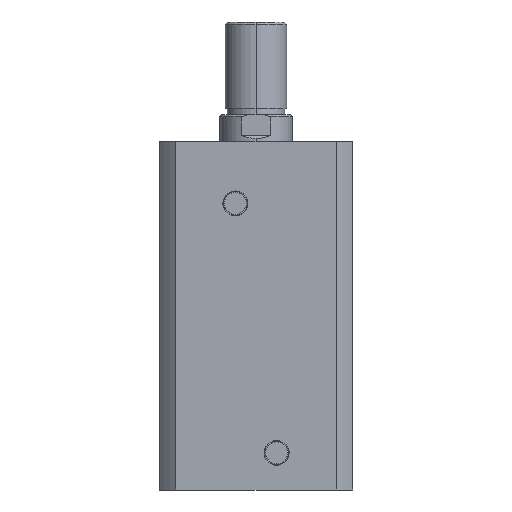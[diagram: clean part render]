
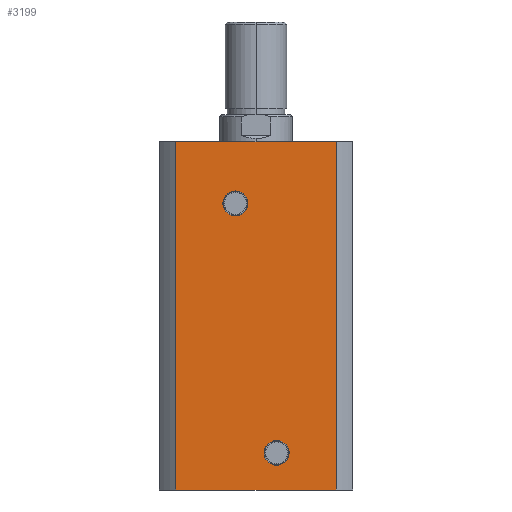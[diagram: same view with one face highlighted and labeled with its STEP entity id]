
A CAD part, left-side view. The second image highlights one B-rep face of the part: STEP entity #3199.
In plain terms, the highlighted planar face has unit normal (-1, 0, 0).
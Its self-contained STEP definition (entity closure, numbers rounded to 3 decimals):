
#17 = DIRECTION ( 'NONE',  ( 0., 0., -1. ) ) ;
#23 = CARTESIAN_POINT ( 'NONE',  ( -47., 38.884, 169. ) ) ;
#40 = CARTESIAN_POINT ( 'NONE',  ( -47., 10., 139. ) ) ;
#41 = DIRECTION ( 'NONE',  ( -1., 0., 0. ) ) ;
#42 = DIRECTION ( 'NONE',  ( 0., 0., 1. ) ) ;
#43 = DIRECTION ( 'NONE',  ( 0., -1., 0. ) ) ;
#45 = CARTESIAN_POINT ( 'NONE',  ( -47., 0., 0. ) ) ;
#48 = CARTESIAN_POINT ( 'NONE',  ( -47., 0., 169. ) ) ;
#49 = CARTESIAN_POINT ( 'NONE',  ( -47., -10., 18. ) ) ;
#50 = DIRECTION ( 'NONE',  ( -1., 0., 0. ) ) ;
#51 = DIRECTION ( 'NONE',  ( 0., 0., 1. ) ) ;
#52 = CARTESIAN_POINT ( 'NONE',  ( -47., -38.884, 169. ) ) ;
#54 = DIRECTION ( 'NONE',  ( 0., 0., -1. ) ) ;
#55 = DIRECTION ( 'NONE',  ( 0., -1., 0. ) ) ;
#262 = LINE ( 'NONE', #23, #264 ) ;
#264 = VECTOR ( 'NONE', #17, 1000. ) ;
#267 = CIRCLE ( 'NONE', #2268, 6.06 ) ;
#273 = CIRCLE ( 'NONE', #2267, 6.06 ) ;
#284 = CARTESIAN_POINT ( 'NONE',  ( -47., -10., 18. ) ) ;
#285 = DIRECTION ( 'NONE',  ( -1., 0., 0. ) ) ;
#286 = DIRECTION ( 'NONE',  ( 0., 0., 1. ) ) ;
#384 = ORIENTED_EDGE ( 'NONE', *, *, #3436, .F. ) ;
#386 = ORIENTED_EDGE ( 'NONE', *, *, #3540, .T. ) ;
#387 = ORIENTED_EDGE ( 'NONE', *, *, #3550, .F. ) ;
#388 = ORIENTED_EDGE ( 'NONE', *, *, #3549, .F. ) ;
#411 = ORIENTED_EDGE ( 'NONE', *, *, #3547, .F. ) ;
#464 = FACE_OUTER_BOUND ( 'NONE', #3815, .T. ) ;
#465 = FACE_BOUND ( 'NONE', #3827, .T. ) ;
#468 = FACE_BOUND ( 'NONE', #3814, .T. ) ;
#832 = CARTESIAN_POINT ( 'NONE',  ( -47., 10., 139. ) ) ;
#833 = DIRECTION ( 'NONE',  ( -1., 0., 0. ) ) ;
#834 = DIRECTION ( 'NONE',  ( 0., 0., 1. ) ) ;
#964 = LINE ( 'NONE', #45, #965 ) ;
#965 = VECTOR ( 'NONE', #43, 1000. ) ;
#967 = LINE ( 'NONE', #52, #968 ) ;
#968 = VECTOR ( 'NONE', #54, 1000. ) ;
#970 = LINE ( 'NONE', #48, #971 ) ;
#971 = VECTOR ( 'NONE', #55, 1000. ) ;
#1222 = CARTESIAN_POINT ( 'NONE',  ( -47., 38.884, 0. ) ) ;
#1224 = CARTESIAN_POINT ( 'NONE',  ( -47., -38.884, 0. ) ) ;
#1226 = CARTESIAN_POINT ( 'NONE',  ( -47., -38.884, 169. ) ) ;
#1229 = CARTESIAN_POINT ( 'NONE',  ( -47., 38.884, 169. ) ) ;
#1289 = VERTEX_POINT ( 'NONE', #3009 ) ;
#1294 = VERTEX_POINT ( 'NONE', #3019 ) ;
#1302 = VERTEX_POINT ( 'NONE', #3035 ) ;
#1317 = VERTEX_POINT ( 'NONE', #3065 ) ;
#1548 = CIRCLE ( 'NONE', #2306, 6.06 ) ;
#1552 = CIRCLE ( 'NONE', #2302, 6.06 ) ;
#1803 = DIRECTION ( 'NONE',  ( 1., 0., 0. ) ) ;
#1806 = CARTESIAN_POINT ( 'NONE',  ( -47., 0., 169. ) ) ;
#1808 = PLANE ( 'NONE',  #2420 ) ;
#1810 = DIRECTION ( 'NONE',  ( 0., 1., 0. ) ) ;
#1948 = ORIENTED_EDGE ( 'NONE', *, *, #3543, .F. ) ;
#1949 = ORIENTED_EDGE ( 'NONE', *, *, #3429, .F. ) ;
#2215 = VERTEX_POINT ( 'NONE', #1222 ) ;
#2217 = VERTEX_POINT ( 'NONE', #1224 ) ;
#2219 = VERTEX_POINT ( 'NONE', #1226 ) ;
#2222 = VERTEX_POINT ( 'NONE', #1229 ) ;
#2267 = AXIS2_PLACEMENT_3D ( 'NONE', #49, #50, #51 ) ;
#2268 = AXIS2_PLACEMENT_3D ( 'NONE', #40, #41, #42 ) ;
#2302 = AXIS2_PLACEMENT_3D ( 'NONE', #284, #285, #286 ) ;
#2306 = AXIS2_PLACEMENT_3D ( 'NONE', #832, #833, #834 ) ;
#2420 = AXIS2_PLACEMENT_3D ( 'NONE', #1806, #1803, #1810 ) ;
#3009 = CARTESIAN_POINT ( 'NONE',  ( -47., 10., 132.94 ) ) ;
#3019 = CARTESIAN_POINT ( 'NONE',  ( -47., -10., 24.06 ) ) ;
#3035 = CARTESIAN_POINT ( 'NONE',  ( -47., -10., 11.94 ) ) ;
#3065 = CARTESIAN_POINT ( 'NONE',  ( -47., 10., 145.06 ) ) ;
#3199 = ADVANCED_FACE ( 'NONE', ( #465, #468, #464 ), #1808, .F. ) ;
#3429 = EDGE_CURVE ( 'NONE', #1289, #1317, #1548, .T. ) ;
#3436 = EDGE_CURVE ( 'NONE', #1302, #1294, #1552, .T. ) ;
#3540 = EDGE_CURVE ( 'NONE', #2222, #2215, #262, .T. ) ;
#3543 = EDGE_CURVE ( 'NONE', #1317, #1289, #267, .T. ) ;
#3547 = EDGE_CURVE ( 'NONE', #1294, #1302, #273, .T. ) ;
#3548 = EDGE_CURVE ( 'NONE', #2215, #2217, #964, .T. ) ;
#3549 = EDGE_CURVE ( 'NONE', #2219, #2217, #967, .T. ) ;
#3550 = EDGE_CURVE ( 'NONE', #2222, #2219, #970, .T. ) ;
#3618 = ORIENTED_EDGE ( 'NONE', *, *, #3548, .T. ) ;
#3814 = EDGE_LOOP ( 'NONE', ( #411, #384 ) ) ;
#3815 = EDGE_LOOP ( 'NONE', ( #3618, #388, #387, #386 ) ) ;
#3827 = EDGE_LOOP ( 'NONE', ( #1948, #1949 ) ) ;
